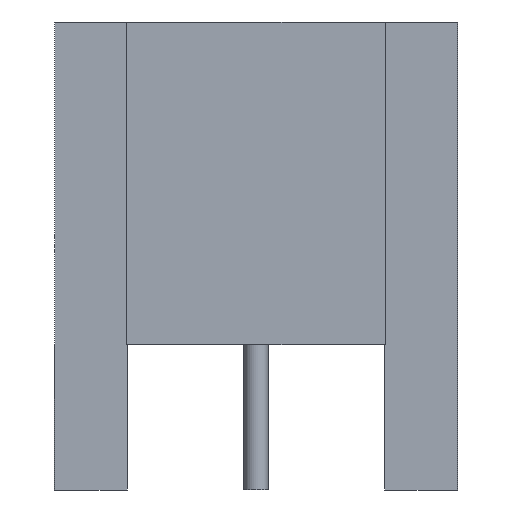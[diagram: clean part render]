
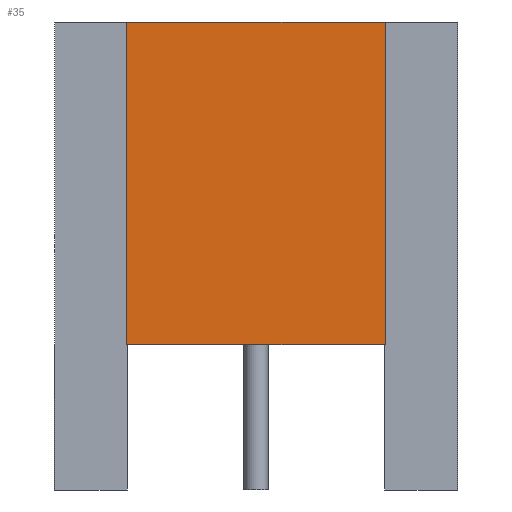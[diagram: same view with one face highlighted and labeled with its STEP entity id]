
A CAD part, front view. The second image highlights one B-rep face of the part: STEP entity #35.
In plain terms, the highlighted planar face has unit normal (0, -1, 0).
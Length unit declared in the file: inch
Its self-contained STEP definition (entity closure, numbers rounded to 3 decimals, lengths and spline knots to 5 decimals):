
#12 = DIRECTION ( 'NONE',  ( 0., 0., 1. ) ) ;
#35 = ADVANCED_FACE ( 'NONE', ( #1673 ), #1024, .F. ) ;
#60 = CARTESIAN_POINT ( 'NONE',  ( -0.08, -0.0815, -0.2 ) ) ;
#120 = DIRECTION ( 'NONE',  ( 0., 0., -1. ) ) ;
#176 = EDGE_CURVE ( 'NONE', #1617, #1652, #534, .T. ) ;
#219 = EDGE_LOOP ( 'NONE', ( #864, #459, #645, #349 ) ) ;
#271 = LINE ( 'NONE', #1140, #1040 ) ;
#349 = ORIENTED_EDGE ( 'NONE', *, *, #1392, .F. ) ;
#403 = EDGE_CURVE ( 'NONE', #1854, #1617, #1079, .T. ) ;
#459 = ORIENTED_EDGE ( 'NONE', *, *, #176, .T. ) ;
#534 = LINE ( 'NONE', #1797, #1354 ) ;
#584 = CARTESIAN_POINT ( 'NONE',  ( -0.08, -0.0815, 0. ) ) ;
#602 = DIRECTION ( 'NONE',  ( 1., 0., 0. ) ) ;
#645 = ORIENTED_EDGE ( 'NONE', *, *, #1297, .F. ) ;
#698 = CARTESIAN_POINT ( 'NONE',  ( -0.08, -0.0815, 0. ) ) ;
#864 = ORIENTED_EDGE ( 'NONE', *, *, #403, .T. ) ;
#899 = DIRECTION ( 'NONE',  ( 0., 1., 0. ) ) ;
#990 = CARTESIAN_POINT ( 'NONE',  ( 0.08, -0.0815, 0. ) ) ;
#1024 = PLANE ( 'NONE',  #1211 ) ;
#1040 = VECTOR ( 'NONE', #120, 39.37008 ) ;
#1079 = LINE ( 'NONE', #698, #1243 ) ;
#1140 = CARTESIAN_POINT ( 'NONE',  ( 0.08, -0.0815, 0. ) ) ;
#1194 = CARTESIAN_POINT ( 'NONE',  ( 0.08, -0.0815, 0. ) ) ;
#1204 = LINE ( 'NONE', #1846, #1654 ) ;
#1211 = AXIS2_PLACEMENT_3D ( 'NONE', #1194, #899, #12 ) ;
#1243 = VECTOR ( 'NONE', #1886, 39.37008 ) ;
#1257 = VERTEX_POINT ( 'NONE', #990 ) ;
#1261 = DIRECTION ( 'NONE',  ( 1., 0., 0. ) ) ;
#1297 = EDGE_CURVE ( 'NONE', #1257, #1652, #271, .T. ) ;
#1308 = CARTESIAN_POINT ( 'NONE',  ( 0.08, -0.0815, -0.2 ) ) ;
#1354 = VECTOR ( 'NONE', #602, 39.37008 ) ;
#1392 = EDGE_CURVE ( 'NONE', #1854, #1257, #1204, .T. ) ;
#1617 = VERTEX_POINT ( 'NONE', #60 ) ;
#1652 = VERTEX_POINT ( 'NONE', #1308 ) ;
#1654 = VECTOR ( 'NONE', #1261, 39.37008 ) ;
#1673 = FACE_OUTER_BOUND ( 'NONE', #219, .T. ) ;
#1797 = CARTESIAN_POINT ( 'NONE',  ( 0.08, -0.0815, -0.2 ) ) ;
#1846 = CARTESIAN_POINT ( 'NONE',  ( 0.08, -0.0815, 0. ) ) ;
#1854 = VERTEX_POINT ( 'NONE', #584 ) ;
#1886 = DIRECTION ( 'NONE',  ( 0., 0., -1. ) ) ;
